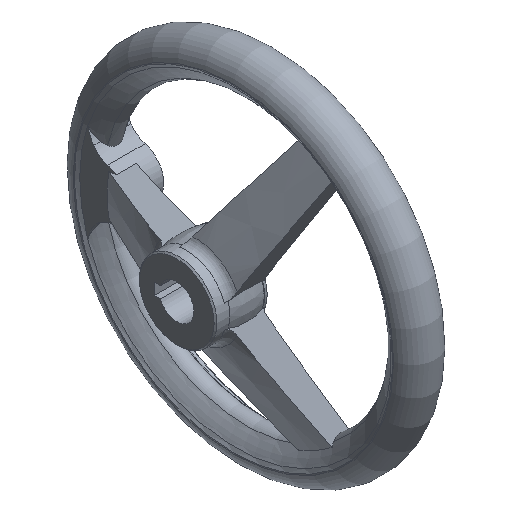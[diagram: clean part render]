
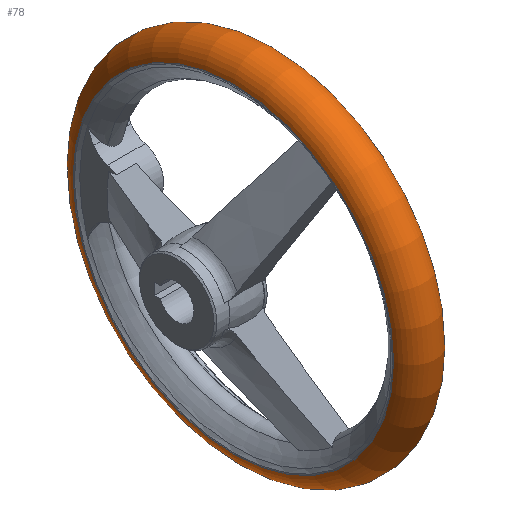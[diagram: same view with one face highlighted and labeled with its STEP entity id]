
A CAD part, isometric view. The second image highlights one B-rep face of the part: STEP entity #78.
In plain terms, the highlighted toroidal (fillet/blend) face has major radius 54.5 mm and minor radius 8 mm.
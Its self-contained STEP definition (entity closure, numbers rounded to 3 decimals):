
#78 = ADVANCED_FACE( '', ( #140, #141, #142 ), #143, .T. );
#140 = FACE_BOUND( '', #265, .T. );
#141 = FACE_OUTER_BOUND( '', #266, .T. );
#142 = FACE_OUTER_BOUND( '', #267, .T. );
#143 = TOROIDAL_SURFACE( '', #268, 54.5, 8. );
#265 = VERTEX_LOOP( '', #468 );
#266 = EDGE_LOOP( '', ( #469 ) );
#267 = EDGE_LOOP( '', ( #470 ) );
#268 = AXIS2_PLACEMENT_3D( '', #471, #472, #473 );
#468 = VERTEX_POINT( '', #935 );
#469 = ORIENTED_EDGE( '', *, *, #934, .T. );
#470 = ORIENTED_EDGE( '', *, *, #936, .F. );
#471 = CARTESIAN_POINT( '', ( 27.6, 0., 0. ) );
#472 = DIRECTION( '', ( 1., 0., 0. ) );
#473 = DIRECTION( '', ( 0., 0., -1. ) );
#934 = EDGE_CURVE( '', #1101, #1101, #1102, .T. );
#935 = CARTESIAN_POINT( '', ( 27.6, 0., -62.5 ) );
#936 = EDGE_CURVE( '', #1103, #1103, #1104, .T. );
#1101 = VERTEX_POINT( '', #1383 );
#1102 = CIRCLE( '', #1384, 55.831 );
#1103 = VERTEX_POINT( '', #1385 );
#1104 = CIRCLE( '', #1386, 55.834 );
#1383 = CARTESIAN_POINT( '', ( 19.712, 0., -55.831 ) );
#1384 = AXIS2_PLACEMENT_3D( '', #2214, #2215, #2216 );
#1385 = CARTESIAN_POINT( '', ( 35.488, 0., -55.834 ) );
#1386 = AXIS2_PLACEMENT_3D( '', #2217, #2218, #2219 );
#2214 = CARTESIAN_POINT( '', ( 19.712, 0., 0. ) );
#2215 = DIRECTION( '', ( 1., 0., 0. ) );
#2216 = DIRECTION( '', ( 0., 0., -1. ) );
#2217 = CARTESIAN_POINT( '', ( 35.488, 0., 0. ) );
#2218 = DIRECTION( '', ( 1., 0., 0. ) );
#2219 = DIRECTION( '', ( 0., 0., -1. ) );
